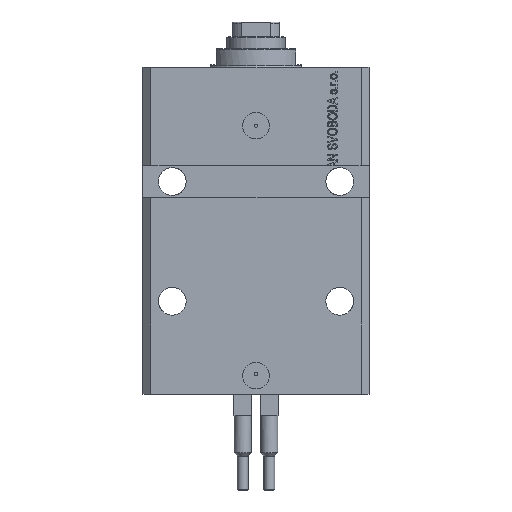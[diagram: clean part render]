
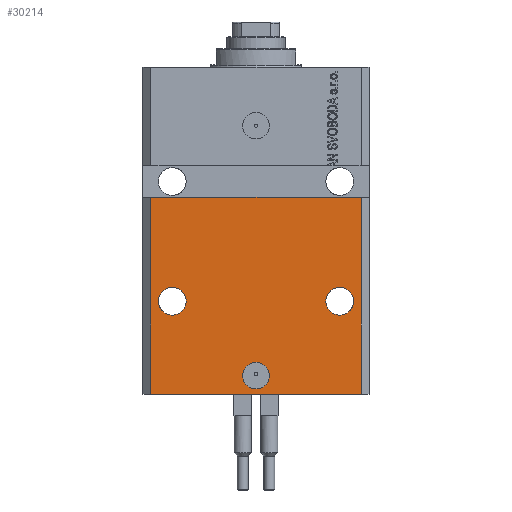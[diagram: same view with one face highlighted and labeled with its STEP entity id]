
A CAD part, front view. The second image highlights one B-rep face of the part: STEP entity #30214.
In plain terms, the highlighted planar face has unit normal (0, -1, 0).
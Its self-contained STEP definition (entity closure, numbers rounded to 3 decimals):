
#16 = EDGE_CURVE ( 'NONE', #8535, #22456, #8863, .T. ) ;
#23 = ORIENTED_EDGE ( 'NONE', *, *, #9932, .F. ) ;
#631 = PLANE ( 'NONE',  #11507 ) ;
#875 = FACE_OUTER_BOUND ( 'NONE', #31599, .T. ) ;
#1566 = ORIENTED_EDGE ( 'NONE', *, *, #17141, .F. ) ;
#1619 = AXIS2_PLACEMENT_3D ( 'NONE', #12721, #5969, #5716 ) ;
#1654 = LINE ( 'NONE', #1896, #22414 ) ;
#1896 = CARTESIAN_POINT ( 'NONE',  ( -39.5, -31.5, -123. ) ) ;
#2435 = CARTESIAN_POINT ( 'NONE',  ( 31.5, -31.5, -88. ) ) ;
#2743 = DIRECTION ( 'NONE',  ( 0., -1., 0. ) ) ;
#4300 = VERTEX_POINT ( 'NONE', #41663 ) ;
#5209 = LINE ( 'NONE', #42964, #40178 ) ;
#5716 = DIRECTION ( 'NONE',  ( 1., 0., 0. ) ) ;
#5760 = DIRECTION ( 'NONE',  ( -1., 0., 0. ) ) ;
#5969 = DIRECTION ( 'NONE',  ( 0., -1., 0. ) ) ;
#6010 = VERTEX_POINT ( 'NONE', #32797 ) ;
#6765 = ORIENTED_EDGE ( 'NONE', *, *, #25770, .T. ) ;
#7185 = DIRECTION ( 'NONE',  ( 1., 0., 0. ) ) ;
#7654 = CARTESIAN_POINT ( 'NONE',  ( -39.5, -31.5, -123. ) ) ;
#7847 = VERTEX_POINT ( 'NONE', #46641 ) ;
#8073 = EDGE_CURVE ( 'NONE', #18506, #6010, #40581, .T. ) ;
#8103 = ORIENTED_EDGE ( 'NONE', *, *, #15808, .F. ) ;
#8144 = FACE_BOUND ( 'NONE', #45305, .T. ) ;
#8535 = VERTEX_POINT ( 'NONE', #31011 ) ;
#8803 = AXIS2_PLACEMENT_3D ( 'NONE', #25511, #2743, #5760 ) ;
#8863 = CIRCLE ( 'NONE', #45604, 5. ) ;
#9197 = CARTESIAN_POINT ( 'NONE',  ( 0., -31.5, -116. ) ) ;
#9857 = CARTESIAN_POINT ( 'NONE',  ( 39.5, -31.5, -123. ) ) ;
#9932 = EDGE_CURVE ( 'NONE', #48389, #7847, #26166, .T. ) ;
#9974 = VECTOR ( 'NONE', #33324, 1000. ) ;
#11423 = FACE_BOUND ( 'NONE', #46297, .T. ) ;
#11507 = AXIS2_PLACEMENT_3D ( 'NONE', #7654, #27623, #22894 ) ;
#11764 = CARTESIAN_POINT ( 'NONE',  ( -5., -31.5, -116. ) ) ;
#12171 = ORIENTED_EDGE ( 'NONE', *, *, #16706, .F. ) ;
#12721 = CARTESIAN_POINT ( 'NONE',  ( 31.5, -31.5, -88. ) ) ;
#12807 = CARTESIAN_POINT ( 'NONE',  ( -26.25, -31.5, -88. ) ) ;
#15273 = VECTOR ( 'NONE', #30020, 1000. ) ;
#15420 = CARTESIAN_POINT ( 'NONE',  ( 39.5, -31.5, -123. ) ) ;
#15789 = CIRCLE ( 'NONE', #41361, 5. ) ;
#15808 = EDGE_CURVE ( 'NONE', #6010, #18506, #27959, .T. ) ;
#16706 = EDGE_CURVE ( 'NONE', #7847, #48389, #47955, .T. ) ;
#17141 = EDGE_CURVE ( 'NONE', #35902, #4300, #1654, .T. ) ;
#17390 = EDGE_CURVE ( 'NONE', #4300, #19879, #33525, .T. ) ;
#17691 = DIRECTION ( 'NONE',  ( 1., 0., 0. ) ) ;
#18122 = ORIENTED_EDGE ( 'NONE', *, *, #16, .F. ) ;
#18471 = ORIENTED_EDGE ( 'NONE', *, *, #17390, .F. ) ;
#18506 = VERTEX_POINT ( 'NONE', #12807 ) ;
#18581 = CARTESIAN_POINT ( 'NONE',  ( 0., -31.5, -116. ) ) ;
#19151 = FACE_BOUND ( 'NONE', #42382, .T. ) ;
#19879 = VERTEX_POINT ( 'NONE', #22750 ) ;
#21683 = DIRECTION ( 'NONE',  ( 0., -1., 0. ) ) ;
#22074 = LINE ( 'NONE', #9857, #9974 ) ;
#22414 = VECTOR ( 'NONE', #32392, 1000. ) ;
#22456 = VERTEX_POINT ( 'NONE', #11764 ) ;
#22750 = CARTESIAN_POINT ( 'NONE',  ( 39.5, -31.5, -49. ) ) ;
#22894 = DIRECTION ( 'NONE',  ( 0., 0., -1. ) ) ;
#24442 = DIRECTION ( 'NONE',  ( 0., -1., 0. ) ) ;
#24715 = DIRECTION ( 'NONE',  ( 1., 0., 0. ) ) ;
#25511 = CARTESIAN_POINT ( 'NONE',  ( -31.5, -31.5, -88. ) ) ;
#25770 = EDGE_CURVE ( 'NONE', #35902, #34768, #5209, .T. ) ;
#26166 = CIRCLE ( 'NONE', #30923, 5.25 ) ;
#26326 = DIRECTION ( 'NONE',  ( 0., -1., 0. ) ) ;
#27623 = DIRECTION ( 'NONE',  ( 0., -1., 0. ) ) ;
#27959 = CIRCLE ( 'NONE', #8803, 5.25 ) ;
#30020 = DIRECTION ( 'NONE',  ( 1., 0., 0. ) ) ;
#30214 = ADVANCED_FACE ( 'NONE', ( #11423, #8144, #19151, #875 ), #631, .T. ) ;
#30508 = CARTESIAN_POINT ( 'NONE',  ( -42.5, -31.5, -49. ) ) ;
#30923 = AXIS2_PLACEMENT_3D ( 'NONE', #2435, #21683, #17691 ) ;
#31011 = CARTESIAN_POINT ( 'NONE',  ( 5., -31.5, -116. ) ) ;
#31599 = EDGE_LOOP ( 'NONE', ( #18471, #1566, #6765, #36736 ) ) ;
#32392 = DIRECTION ( 'NONE',  ( 0., 0., 1. ) ) ;
#32456 = EDGE_CURVE ( 'NONE', #34768, #19879, #22074, .T. ) ;
#32797 = CARTESIAN_POINT ( 'NONE',  ( -36.75, -31.5, -88. ) ) ;
#33324 = DIRECTION ( 'NONE',  ( 0., 0., 1. ) ) ;
#33525 = LINE ( 'NONE', #30508, #15273 ) ;
#33957 = ORIENTED_EDGE ( 'NONE', *, *, #8073, .F. ) ;
#34768 = VERTEX_POINT ( 'NONE', #15420 ) ;
#35902 = VERTEX_POINT ( 'NONE', #46413 ) ;
#36736 = ORIENTED_EDGE ( 'NONE', *, *, #32456, .T. ) ;
#37118 = DIRECTION ( 'NONE',  ( -1., 0., 0. ) ) ;
#40178 = VECTOR ( 'NONE', #24715, 1000. ) ;
#40581 = CIRCLE ( 'NONE', #46946, 5.25 ) ;
#41361 = AXIS2_PLACEMENT_3D ( 'NONE', #18581, #26326, #41579 ) ;
#41579 = DIRECTION ( 'NONE',  ( 1., 0., 0. ) ) ;
#41663 = CARTESIAN_POINT ( 'NONE',  ( -39.5, -31.5, -49. ) ) ;
#42382 = EDGE_LOOP ( 'NONE', ( #33957, #8103 ) ) ;
#42964 = CARTESIAN_POINT ( 'NONE',  ( -39.5, -31.5, -123. ) ) ;
#42978 = EDGE_CURVE ( 'NONE', #22456, #8535, #15789, .T. ) ;
#43653 = ORIENTED_EDGE ( 'NONE', *, *, #42978, .F. ) ;
#45305 = EDGE_LOOP ( 'NONE', ( #23, #12171 ) ) ;
#45604 = AXIS2_PLACEMENT_3D ( 'NONE', #9197, #24442, #7185 ) ;
#45677 = CARTESIAN_POINT ( 'NONE',  ( 36.75, -31.5, -88. ) ) ;
#46297 = EDGE_LOOP ( 'NONE', ( #18122, #43653 ) ) ;
#46413 = CARTESIAN_POINT ( 'NONE',  ( -39.5, -31.5, -123. ) ) ;
#46641 = CARTESIAN_POINT ( 'NONE',  ( 26.25, -31.5, -88. ) ) ;
#46946 = AXIS2_PLACEMENT_3D ( 'NONE', #48383, #47627, #37118 ) ;
#47627 = DIRECTION ( 'NONE',  ( 0., -1., 0. ) ) ;
#47955 = CIRCLE ( 'NONE', #1619, 5.25 ) ;
#48383 = CARTESIAN_POINT ( 'NONE',  ( -31.5, -31.5, -88. ) ) ;
#48389 = VERTEX_POINT ( 'NONE', #45677 ) ;
